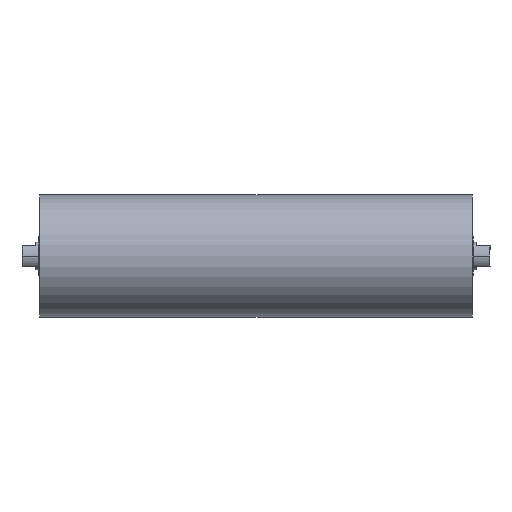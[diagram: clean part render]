
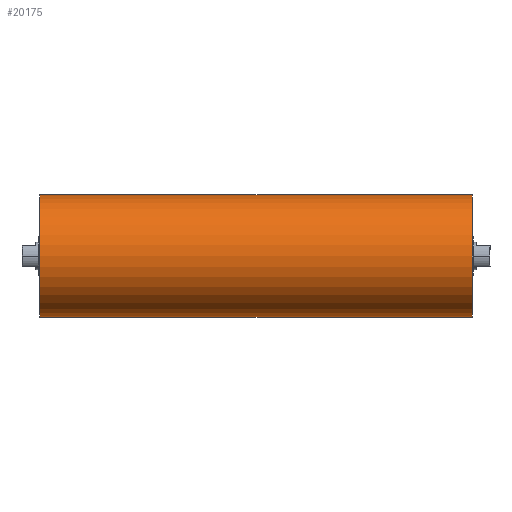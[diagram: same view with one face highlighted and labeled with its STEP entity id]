
A CAD part, front view. The second image highlights one B-rep face of the part: STEP entity #20175.
In plain terms, the highlighted cylindrical face has radius 44.5 mm (diameter 89 mm), a partial arc.
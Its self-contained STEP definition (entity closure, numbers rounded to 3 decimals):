
#332 = EDGE_LOOP ( 'NONE', ( #3157, #14939, #11745, #7566 ) ) ;
#1067 = CIRCLE ( 'NONE', #19745, 44.5 ) ;
#1210 = AXIS2_PLACEMENT_3D ( 'NONE', #5017, #13323, #25906 ) ;
#3157 = ORIENTED_EDGE ( 'NONE', *, *, #25830, .F. ) ;
#3445 = DIRECTION ( 'NONE',  ( -1., 0., 0. ) ) ;
#3480 = LINE ( 'NONE', #7550, #11527 ) ;
#5017 = CARTESIAN_POINT ( 'NONE',  ( 0., 0., 0. ) ) ;
#6551 = DIRECTION ( 'NONE',  ( -1., 0., 0. ) ) ;
#7136 = CARTESIAN_POINT ( 'NONE',  ( 0., 0., 44.5 ) ) ;
#7550 = CARTESIAN_POINT ( 'NONE',  ( 315., 0., 44.5 ) ) ;
#7566 = ORIENTED_EDGE ( 'NONE', *, *, #16365, .T. ) ;
#8608 = VERTEX_POINT ( 'NONE', #13479 ) ;
#10142 = DIRECTION ( 'NONE',  ( 1., 0., 0. ) ) ;
#11525 = VERTEX_POINT ( 'NONE', #11666 ) ;
#11527 = VECTOR ( 'NONE', #21703, 1000. ) ;
#11666 = CARTESIAN_POINT ( 'NONE',  ( 315., 0., 44.5 ) ) ;
#11745 = ORIENTED_EDGE ( 'NONE', *, *, #19909, .T. ) ;
#11941 = DIRECTION ( 'NONE',  ( 0., 0., -1. ) ) ;
#13323 = DIRECTION ( 'NONE',  ( 1., 0., 0. ) ) ;
#13479 = CARTESIAN_POINT ( 'NONE',  ( 315., 0., -44.5 ) ) ;
#13819 = VERTEX_POINT ( 'NONE', #25235 ) ;
#14924 = FACE_OUTER_BOUND ( 'NONE', #332, .T. ) ;
#14939 = ORIENTED_EDGE ( 'NONE', *, *, #23785, .F. ) ;
#15146 = LINE ( 'NONE', #19456, #26113 ) ;
#15849 = CARTESIAN_POINT ( 'NONE',  ( 315., 0., 0. ) ) ;
#16365 = EDGE_CURVE ( 'NONE', #21006, #13819, #22958, .T. ) ;
#16865 = AXIS2_PLACEMENT_3D ( 'NONE', #15849, #3445, #24107 ) ;
#18447 = CARTESIAN_POINT ( 'NONE',  ( 315., 0., 0. ) ) ;
#19456 = CARTESIAN_POINT ( 'NONE',  ( 315., 0., -44.5 ) ) ;
#19745 = AXIS2_PLACEMENT_3D ( 'NONE', #18447, #10142, #11941 ) ;
#19909 = EDGE_CURVE ( 'NONE', #11525, #21006, #3480, .T. ) ;
#20175 = ADVANCED_FACE ( 'NONE', ( #14924 ), #21403, .T. ) ;
#21006 = VERTEX_POINT ( 'NONE', #7136 ) ;
#21403 = CYLINDRICAL_SURFACE ( 'NONE', #16865, 44.5 ) ;
#21703 = DIRECTION ( 'NONE',  ( -1., 0., 0. ) ) ;
#22958 = CIRCLE ( 'NONE', #1210, 44.5 ) ;
#23785 = EDGE_CURVE ( 'NONE', #11525, #8608, #1067, .T. ) ;
#24107 = DIRECTION ( 'NONE',  ( 0., 0., 1. ) ) ;
#25235 = CARTESIAN_POINT ( 'NONE',  ( 0., 0., -44.5 ) ) ;
#25830 = EDGE_CURVE ( 'NONE', #8608, #13819, #15146, .T. ) ;
#25906 = DIRECTION ( 'NONE',  ( 0., 0., -1. ) ) ;
#26113 = VECTOR ( 'NONE', #6551, 1000. ) ;
